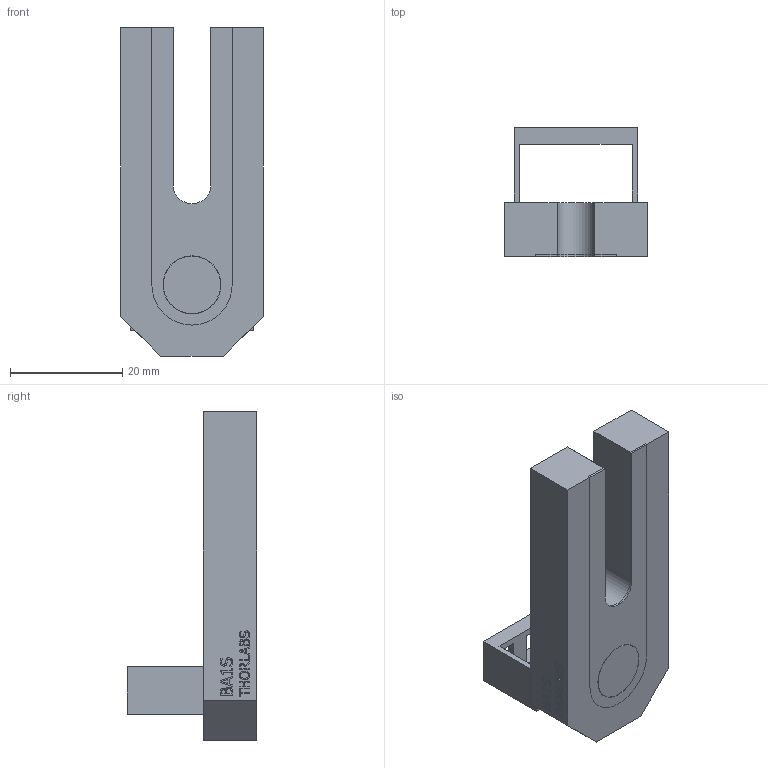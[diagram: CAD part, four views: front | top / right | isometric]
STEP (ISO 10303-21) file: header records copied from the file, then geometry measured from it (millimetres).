
FILE_DESCRIPTION(/* description */ (''),/* implementation_level */ '2;1');
FILE_NAME(/* name */ 'SSC01 v10.step',/* time_stamp */ '2025-06-16T17:10:32-04:00',/* author */ (''),/* organization */ (''),/* preprocessor_version */ 'ST-DEVELOPER v20.1',/* originating_system */ 'Autodesk Translation Framework v14.10.0.0',/* authorisation */ '');
FILE_SCHEMA (('AUTOMOTIVE_DESIGN { 1 0 10303 214 3 1 1 }'));
Length unit declared in the file: millimetre
Products named in the file (3): SSC01; SSC006; 0079-E0W
Assembly tree (2 placements, depth 2):
  SSC01
    SSC006
    0079-E0W
Bounding box: 25.4 x 23.03 x 58.42 mm (x, y, z)
Volume: 23566.9 mm3; surface area: 11160.2 mm2
Topology: 2 solids, 2 shells, 498 faces, 1356 edges, 902 vertices
Faces by surface type: plane 326, bspline 158, cylinder 14
Full cylindrical faces by diameter (mm): 6.731 x2, 10.229 x2, 10.312 x2
Entity records: 22009 total; most frequent: CARTESIAN_POINT 10375, ORIENTED_EDGE 2712, DIRECTION 1758, EDGE_CURVE 1356, LINE 1012, VECTOR 1012, VERTEX_POINT 902, EDGE_LOOP 546
